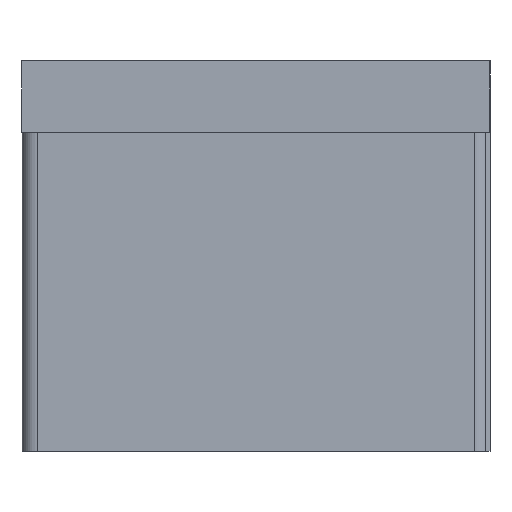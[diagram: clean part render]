
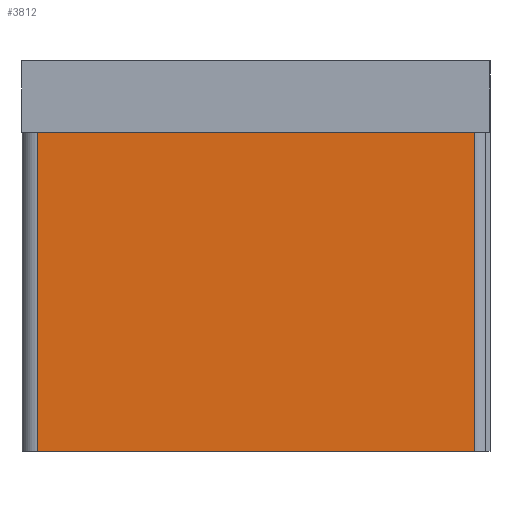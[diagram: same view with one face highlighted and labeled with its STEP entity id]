
A CAD part, left-side view. The second image highlights one B-rep face of the part: STEP entity #3812.
In plain terms, the highlighted planar face has unit normal (-1, 0, 0).
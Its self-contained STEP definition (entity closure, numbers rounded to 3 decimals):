
#815=ORIENTED_EDGE('',*,*,#1653,.F.);
#816=ORIENTED_EDGE('',*,*,#1704,.T.);
#817=ORIENTED_EDGE('',*,*,#1670,.T.);
#818=ORIENTED_EDGE('',*,*,#1703,.F.);
#1653=EDGE_CURVE('',#2126,#2127,#2425,.T.);
#1670=EDGE_CURVE('',#2139,#2138,#2438,.T.);
#1703=EDGE_CURVE('',#2127,#2138,#2464,.T.);
#1704=EDGE_CURVE('',#2126,#2139,#2465,.T.);
#2126=VERTEX_POINT('',#6091);
#2127=VERTEX_POINT('',#6093);
#2138=VERTEX_POINT('',#6130);
#2139=VERTEX_POINT('',#6132);
#2425=LINE('',#6092,#2757);
#2438=LINE('',#6131,#2770);
#2464=LINE('',#6192,#2796);
#2465=LINE('',#6194,#2797);
#2757=VECTOR('',#4857,1000.);
#2770=VECTOR('',#4898,1000.);
#2796=VECTOR('',#4956,1000.);
#2797=VECTOR('',#4959,1000.);
#3046=EDGE_LOOP('',(#815,#816,#817,#818));
#3383=FACE_BOUND('',#3046,.T.);
#3649=PLANE('',#4173);
#3812=ADVANCED_FACE('',(#3383),#3649,.T.);
#4173=AXIS2_PLACEMENT_3D('',#6193,#4957,#4958);
#4857=DIRECTION('',(0.,-1.,0.));
#4898=DIRECTION('',(0.,-1.,0.));
#4956=DIRECTION('',(0.,0.,-1.));
#4957=DIRECTION('',(-1.,0.,0.));
#4958=DIRECTION('',(0.,0.,1.));
#4959=DIRECTION('',(0.,0.,-1.));
#6091=CARTESIAN_POINT('',(-1.,23.51,-8.));
#6092=CARTESIAN_POINT('',(-1.,2.255,-8.));
#6093=CARTESIAN_POINT('',(-1.,-19.,-8.));
#6130=CARTESIAN_POINT('',(-1.,-19.,-40.));
#6131=CARTESIAN_POINT('',(-1.,2.255,-40.));
#6132=CARTESIAN_POINT('',(-1.,23.51,-40.));
#6192=CARTESIAN_POINT('',(-1.,-19.,-24.));
#6193=CARTESIAN_POINT('',(-1.,-19.001,-40.001));
#6194=CARTESIAN_POINT('',(-1.,23.51,-24.));
